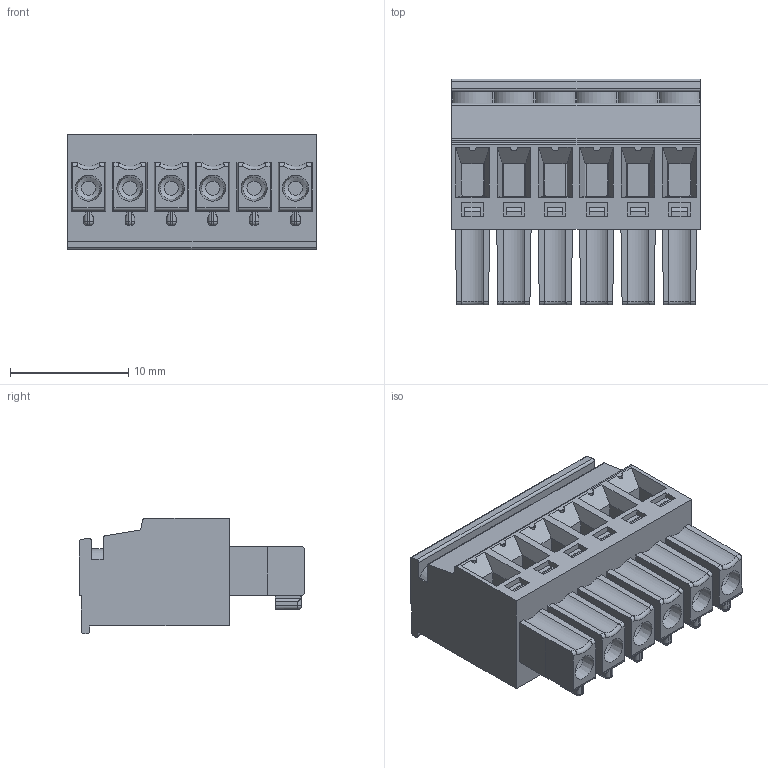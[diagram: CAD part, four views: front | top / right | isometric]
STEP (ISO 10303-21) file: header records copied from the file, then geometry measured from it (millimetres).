
FILE_DESCRIPTION(('STEP AP214'),'1');
FILE_NAME('SV06-3.5-P.stp','2016-01-04T09:17:34',(' '),(' '),'Spatial InterOp 3D',' ',' ');
FILE_SCHEMA(('automotive_design'));
Length unit declared in the file: metre
Products named in the file (1): 1
Bounding box: 21 x 19.1 x 9.75 mm (x, y, z)
Volume: 2354.3 mm3; surface area: 2337.7 mm2
Topology: 1 solids, 1 shells, 445 faces, 1119 edges, 718 vertices
Faces by surface type: plane 287, cylinder 128, sphere 12, cone 12, torus 6
Full cylindrical faces by diameter (mm): 1.2 x6, 3 x6
Entity records: 16638 total; most frequent: CARTESIAN_POINT 2425, ORIENTED_EDGE 2166, DIRECTION 2165, EDGE_CURVE 1083, LINE 797, VECTOR 797, VERTEX_POINT 718, AXIS2_PLACEMENT_3D 684
